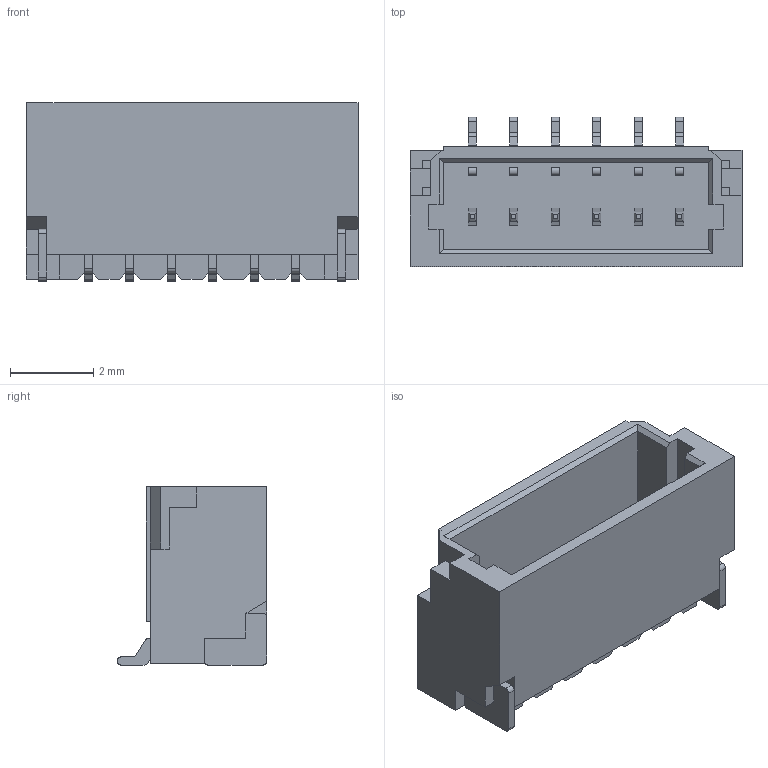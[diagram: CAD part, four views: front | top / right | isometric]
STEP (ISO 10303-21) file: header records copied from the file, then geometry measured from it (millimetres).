
FILE_DESCRIPTION (( 'STEP AP203' ), '1' );
FILE_NAME ('SH1.0 6pin.STEP', '2025-09-21T15:25:58', ( '' ), ( '' ), 'SwSTEP 2.0', 'SolidWorks 2022', '' );
FILE_SCHEMA (( 'CONFIG_CONTROL_DESIGN' ));
Length unit declared in the file: millimetre
Products named in the file (2): BM6B-SRSS-TB v1.step; SH1.0 6pin
Assembly tree (1 placements, depth 2):
  SH1.0 6pin
    BM6B-SRSS-TB v1.step
Bounding box: 8 x 3.6 x 4.3 mm (x, y, z)
Volume: 51 mm3; surface area: 268 mm2
Topology: 9 solids, 9 shells, 329 faces, 960 edges, 638 vertices
Faces by surface type: plane 281, cylinder 48
Entity records: 10970 total; most frequent: CARTESIAN_POINT 1931, ORIENTED_EDGE 1920, DIRECTION 1722, EDGE_CURVE 960, LINE 864, VECTOR 864, VERTEX_POINT 638, AXIS2_PLACEMENT_3D 429
